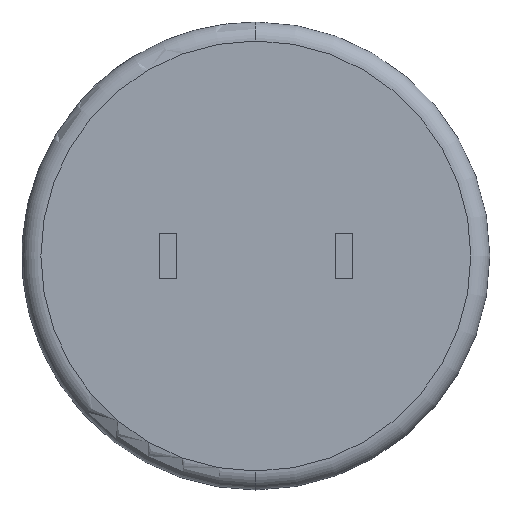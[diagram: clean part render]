
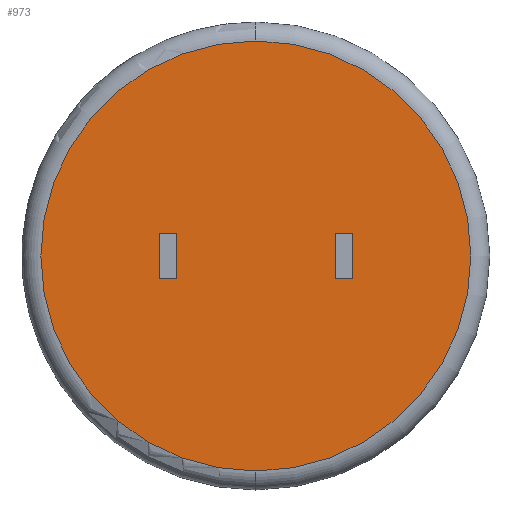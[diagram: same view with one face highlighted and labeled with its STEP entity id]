
A CAD part, front view. The second image highlights one B-rep face of the part: STEP entity #973.
In plain terms, the highlighted planar face has unit normal (0, -1, 0).
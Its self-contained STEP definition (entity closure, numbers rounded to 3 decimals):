
#40 = CARTESIAN_POINT ( 'NONE',  ( 2.29, 0., 0.65 ) ) ;
#54 = DIRECTION ( 'NONE',  ( 1., 0., 0. ) ) ;
#115 = CARTESIAN_POINT ( 'NONE',  ( 2.79, 0., 0. ) ) ;
#118 = ORIENTED_EDGE ( 'NONE', *, *, #1496, .T. ) ;
#126 = CARTESIAN_POINT ( 'NONE',  ( -2.79, 0., 0.65 ) ) ;
#212 = DIRECTION ( 'NONE',  ( 0., -1., 0. ) ) ;
#260 = LINE ( 'NONE', #468, #903 ) ;
#290 = CARTESIAN_POINT ( 'NONE',  ( 2.79, 0., 0.65 ) ) ;
#346 = CARTESIAN_POINT ( 'NONE',  ( -2.79, 0., 0. ) ) ;
#370 = FACE_BOUND ( 'NONE', #919, .T. ) ;
#460 = CIRCLE ( 'NONE', #1229, 6.202 ) ;
#468 = CARTESIAN_POINT ( 'NONE',  ( -2.29, 0., 0.65 ) ) ;
#476 = VERTEX_POINT ( 'NONE', #2350 ) ;
#502 = VECTOR ( 'NONE', #1755, 1000. ) ;
#523 = VERTEX_POINT ( 'NONE', #40 ) ;
#526 = LINE ( 'NONE', #346, #1997 ) ;
#546 = EDGE_CURVE ( 'NONE', #2670, #1222, #2178, .T. ) ;
#560 = ORIENTED_EDGE ( 'NONE', *, *, #546, .F. ) ;
#657 = VERTEX_POINT ( 'NONE', #290 ) ;
#665 = EDGE_CURVE ( 'NONE', #1650, #657, #874, .T. ) ;
#682 = EDGE_CURVE ( 'NONE', #657, #523, #2218, .T. ) ;
#688 = CARTESIAN_POINT ( 'NONE',  ( 0., 0., -6.202 ) ) ;
#766 = EDGE_LOOP ( 'NONE', ( #1643, #118, #2548, #560 ) ) ;
#874 = LINE ( 'NONE', #115, #1845 ) ;
#891 = AXIS2_PLACEMENT_3D ( 'NONE', #1503, #1278, #1729 ) ;
#901 = CARTESIAN_POINT ( 'NONE',  ( -2.79, 0., -0.65 ) ) ;
#903 = VECTOR ( 'NONE', #1941, 1000. ) ;
#919 = EDGE_LOOP ( 'NONE', ( #2654, #2641, #1525, #1512 ) ) ;
#955 = DIRECTION ( 'NONE',  ( 0., 0., 1. ) ) ;
#961 = DIRECTION ( 'NONE',  ( 0., -1., 0. ) ) ;
#973 = ADVANCED_FACE ( 'NONE', ( #1690, #1168, #370 ), #2319, .F. ) ;
#1001 = CARTESIAN_POINT ( 'NONE',  ( 2.29, 0., -0.65 ) ) ;
#1049 = VECTOR ( 'NONE', #2499, 1000. ) ;
#1155 = DIRECTION ( 'NONE',  ( -1., 0., 0. ) ) ;
#1168 = FACE_BOUND ( 'NONE', #766, .T. ) ;
#1169 = EDGE_CURVE ( 'NONE', #2165, #1650, #1873, .T. ) ;
#1188 = ORIENTED_EDGE ( 'NONE', *, *, #2191, .T. ) ;
#1222 = VERTEX_POINT ( 'NONE', #1336 ) ;
#1229 = AXIS2_PLACEMENT_3D ( 'NONE', #1803, #961, #2033 ) ;
#1278 = DIRECTION ( 'NONE',  ( 0., 1., 0. ) ) ;
#1299 = VECTOR ( 'NONE', #54, 1000. ) ;
#1336 = CARTESIAN_POINT ( 'NONE',  ( -2.29, 0., -0.65 ) ) ;
#1490 = CARTESIAN_POINT ( 'NONE',  ( -2.29, 0., 0.65 ) ) ;
#1496 = EDGE_CURVE ( 'NONE', #476, #1577, #2575, .T. ) ;
#1503 = CARTESIAN_POINT ( 'NONE',  ( 0., 0., 0. ) ) ;
#1512 = ORIENTED_EDGE ( 'NONE', *, *, #1169, .F. ) ;
#1525 = ORIENTED_EDGE ( 'NONE', *, *, #665, .F. ) ;
#1577 = VERTEX_POINT ( 'NONE', #1490 ) ;
#1582 = DIRECTION ( 'NONE',  ( 0., 0., 1. ) ) ;
#1586 = EDGE_CURVE ( 'NONE', #2670, #476, #526, .T. ) ;
#1591 = CARTESIAN_POINT ( 'NONE',  ( 2.29, 0., 0.65 ) ) ;
#1603 = LINE ( 'NONE', #1001, #1049 ) ;
#1625 = VECTOR ( 'NONE', #2456, 1000. ) ;
#1643 = ORIENTED_EDGE ( 'NONE', *, *, #1586, .T. ) ;
#1650 = VERTEX_POINT ( 'NONE', #1808 ) ;
#1690 = FACE_OUTER_BOUND ( 'NONE', #2474, .T. ) ;
#1713 = CARTESIAN_POINT ( 'NONE',  ( 0., 0., 0. ) ) ;
#1729 = DIRECTION ( 'NONE',  ( 0., 0., 1. ) ) ;
#1755 = DIRECTION ( 'NONE',  ( 1., 0., 0. ) ) ;
#1803 = CARTESIAN_POINT ( 'NONE',  ( 0., 0., 0. ) ) ;
#1806 = VECTOR ( 'NONE', #1155, 1000. ) ;
#1808 = CARTESIAN_POINT ( 'NONE',  ( 2.79, 0., -0.65 ) ) ;
#1845 = VECTOR ( 'NONE', #1582, 1000. ) ;
#1873 = LINE ( 'NONE', #2623, #1299 ) ;
#1941 = DIRECTION ( 'NONE',  ( 0., 0., -1. ) ) ;
#1995 = EDGE_CURVE ( 'NONE', #2667, #2507, #2659, .T. ) ;
#1997 = VECTOR ( 'NONE', #955, 1000. ) ;
#2033 = DIRECTION ( 'NONE',  ( 0., 0., 1. ) ) ;
#2141 = AXIS2_PLACEMENT_3D ( 'NONE', #1713, #212, #2373 ) ;
#2165 = VERTEX_POINT ( 'NONE', #2476 ) ;
#2178 = LINE ( 'NONE', #901, #502 ) ;
#2191 = EDGE_CURVE ( 'NONE', #2507, #2667, #460, .T. ) ;
#2218 = LINE ( 'NONE', #1591, #1806 ) ;
#2274 = ORIENTED_EDGE ( 'NONE', *, *, #1995, .T. ) ;
#2319 = PLANE ( 'NONE',  #891 ) ;
#2350 = CARTESIAN_POINT ( 'NONE',  ( -2.79, 0., 0.65 ) ) ;
#2373 = DIRECTION ( 'NONE',  ( 0., 0., 1. ) ) ;
#2408 = CARTESIAN_POINT ( 'NONE',  ( 0., 0., 6.202 ) ) ;
#2456 = DIRECTION ( 'NONE',  ( 1., 0., 0. ) ) ;
#2463 = EDGE_CURVE ( 'NONE', #1577, #1222, #260, .T. ) ;
#2474 = EDGE_LOOP ( 'NONE', ( #2274, #1188 ) ) ;
#2476 = CARTESIAN_POINT ( 'NONE',  ( 2.29, 0., -0.65 ) ) ;
#2499 = DIRECTION ( 'NONE',  ( 0., 0., -1. ) ) ;
#2507 = VERTEX_POINT ( 'NONE', #688 ) ;
#2548 = ORIENTED_EDGE ( 'NONE', *, *, #2463, .T. ) ;
#2575 = LINE ( 'NONE', #126, #1625 ) ;
#2623 = CARTESIAN_POINT ( 'NONE',  ( 2.29, 0., -0.65 ) ) ;
#2633 = CARTESIAN_POINT ( 'NONE',  ( -2.79, 0., -0.65 ) ) ;
#2641 = ORIENTED_EDGE ( 'NONE', *, *, #682, .F. ) ;
#2654 = ORIENTED_EDGE ( 'NONE', *, *, #2701, .F. ) ;
#2659 = CIRCLE ( 'NONE', #2141, 6.202 ) ;
#2667 = VERTEX_POINT ( 'NONE', #2408 ) ;
#2670 = VERTEX_POINT ( 'NONE', #2633 ) ;
#2701 = EDGE_CURVE ( 'NONE', #523, #2165, #1603, .T. ) ;
